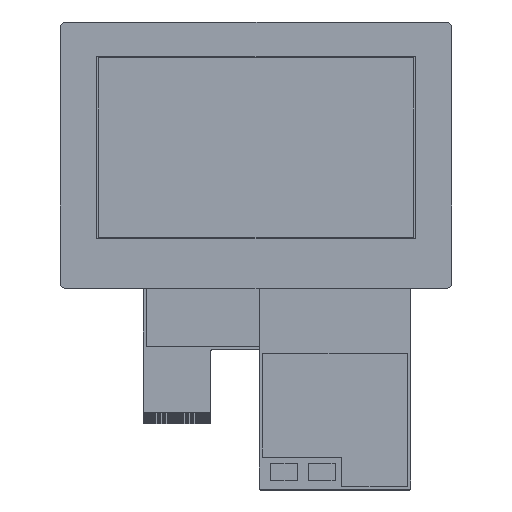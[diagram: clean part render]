
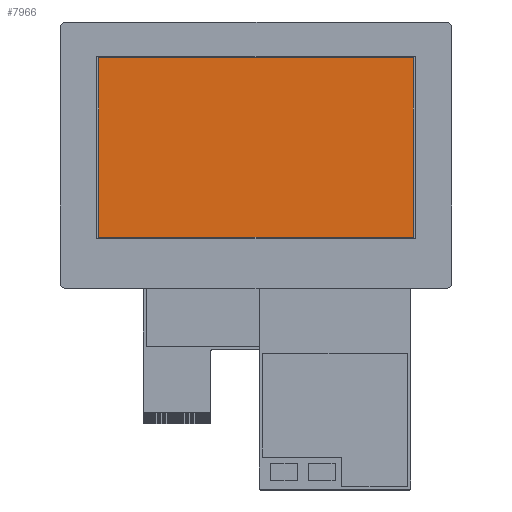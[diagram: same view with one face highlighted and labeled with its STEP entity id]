
A CAD part, top view. The second image highlights one B-rep face of the part: STEP entity #7966.
In plain terms, the highlighted planar face has unit normal (0, 0, 1).
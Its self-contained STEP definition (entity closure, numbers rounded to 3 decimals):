
#108=PLANE('',#8442);
#485=FACE_OUTER_BOUND('',#916,.T.);
#916=EDGE_LOOP('',(#5729,#5730,#5731,#5732));
#1413=LINE('',#11184,#2491);
#1417=LINE('',#11192,#2495);
#1420=LINE('',#11198,#2498);
#1423=LINE('',#11203,#2501);
#2491=VECTOR('',#9071,10.);
#2495=VECTOR('',#9077,10.);
#2498=VECTOR('',#9082,10.);
#2501=VECTOR('',#9087,10.);
#3646=VERTEX_POINT('',#11182);
#3647=VERTEX_POINT('',#11183);
#3650=VERTEX_POINT('',#11191);
#3652=VERTEX_POINT('',#11197);
#4441=EDGE_CURVE('',#3646,#3647,#1413,.T.);
#4445=EDGE_CURVE('',#3650,#3646,#1417,.T.);
#4448=EDGE_CURVE('',#3652,#3650,#1420,.T.);
#4451=EDGE_CURVE('',#3647,#3652,#1423,.T.);
#5729=ORIENTED_EDGE('',*,*,#4441,.T.);
#5730=ORIENTED_EDGE('',*,*,#4451,.T.);
#5731=ORIENTED_EDGE('',*,*,#4448,.T.);
#5732=ORIENTED_EDGE('',*,*,#4445,.T.);
#7966=ADVANCED_FACE('',(#485),#108,.T.);
#8442=AXIS2_PLACEMENT_3D('',#11247,#9125,#9126);
#9071=DIRECTION('',(0.,1.,0.));
#9077=DIRECTION('',(1.,0.,0.));
#9082=DIRECTION('',(0.,-1.,0.));
#9087=DIRECTION('',(-1.,0.,0.));
#9125=DIRECTION('center_axis',(0.,0.,1.));
#9126=DIRECTION('ref_axis',(1.,0.,0.));
#11182=CARTESIAN_POINT('',(47.82,-27.23,0.));
#11183=CARTESIAN_POINT('',(47.82,27.23,0.));
#11184=CARTESIAN_POINT('',(47.82,-35.05,0.));
#11191=CARTESIAN_POINT('',(-47.82,-27.23,0.));
#11192=CARTESIAN_POINT('',(-23.91,-27.23,0.));
#11197=CARTESIAN_POINT('',(-47.82,27.23,0.));
#11198=CARTESIAN_POINT('',(-47.82,-7.82,0.));
#11203=CARTESIAN_POINT('',(23.91,27.23,0.));
#11247=CARTESIAN_POINT('Origin',(0.,-42.87,
0.));
